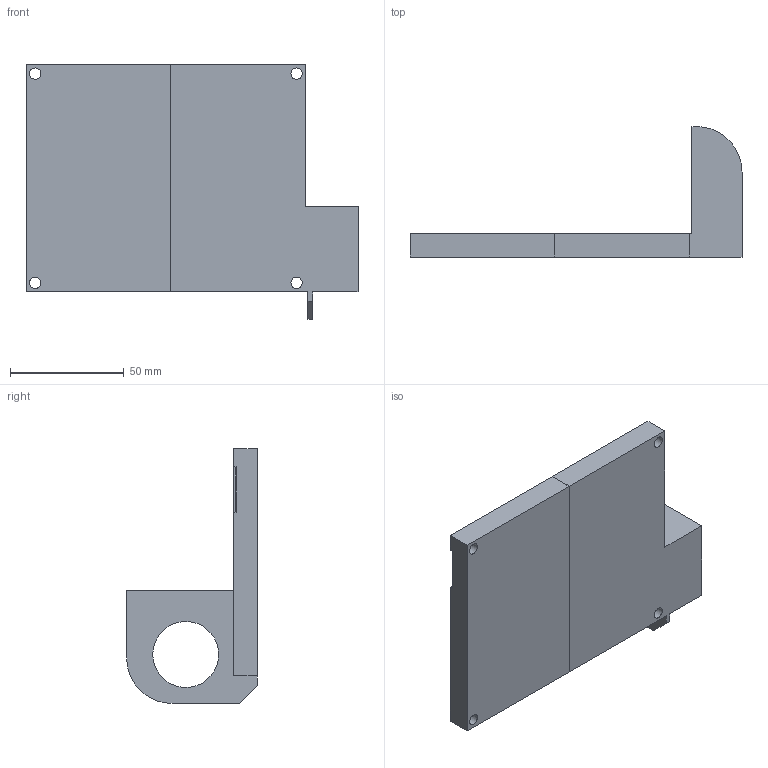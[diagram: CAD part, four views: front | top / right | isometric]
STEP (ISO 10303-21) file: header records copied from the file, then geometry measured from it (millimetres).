
FILE_DESCRIPTION(/* description */ ('Alibre Inc.'),/* implementation_level */ '2;1');
FILE_NAME(/* name */ 'export-9104ED6A-F433-4F7F-B8A2-23D42BADBC45',/* time_stamp */ '2019-03-21T15:24:51-04:00',/* author */ (''),/* organization */ (''),/* preprocessor_version */ 'ST-DEVELOPER v17',/* originating_system */ 'Alibre',/* authorisation */ '');
FILE_SCHEMA (('AUTOMOTIVE_DESIGN'));
Length unit declared in the file: millimetre
Bounding box: 146 x 57.5 x 112.09 mm (x, y, z)
Volume: 31627.1 mm3; surface area: 49363.7 mm2
Topology: 2 solids, 2 shells, 131 faces, 376 edges, 250 vertices
Faces by surface type: plane 122, cylinder 9
Full cylindrical faces by diameter (mm): 5 x3, 5.001 x1, 29 x1
Entity records: 3894 total; most frequent: ORIENTED_EDGE 740, CARTESIAN_POINT 700, DIRECTION 478, EDGE_CURVE 370, VECTOR 330, LINE 330, VERTEX_POINT 249, EDGE_LOOP 149
